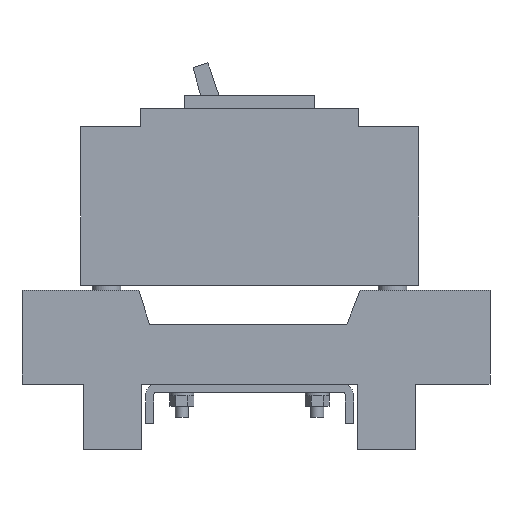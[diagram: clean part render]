
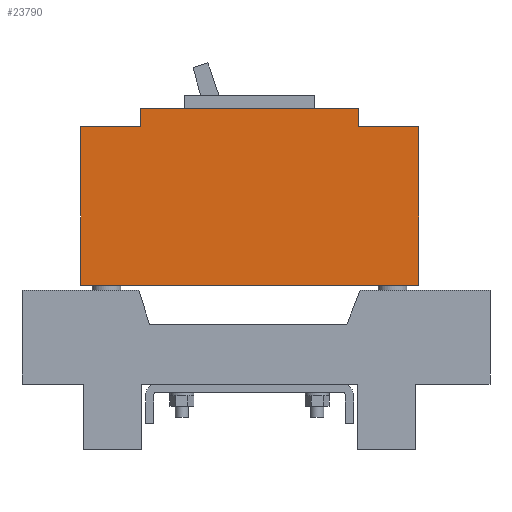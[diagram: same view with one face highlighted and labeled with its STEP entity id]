
A CAD part, left-side view. The second image highlights one B-rep face of the part: STEP entity #23790.
In plain terms, the highlighted planar face has unit normal (-1, 0, 0).
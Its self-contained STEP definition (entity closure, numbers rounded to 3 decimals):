
#23080=CARTESIAN_POINT('',(55.,415.,0.));
#23090=DIRECTION('',(1.,-0.,0.));
#23100=DIRECTION('',(0.,0.,-1.));
#23110=AXIS2_PLACEMENT_3D('',#23080,#23090,#23100);
#23120=PLANE('',#23110);
#23130=CARTESIAN_POINT('',(55.,285.,0.));
#23140=DIRECTION('',(0.,0.,-1.));
#23150=VECTOR('',#23140,1.);
#23160=LINE('',#23130,#23150);
#23170=CARTESIAN_POINT('',(55.,285.,-12.));
#23180=VERTEX_POINT('',#23170);
#23190=CARTESIAN_POINT('',(55.,285.,-73.));
#23200=VERTEX_POINT('',#23190);
#23210=EDGE_CURVE('',#23180,#23200,#23160,.T.);
#23220=ORIENTED_EDGE('',*,*,#23210,.F.);
#23230=CARTESIAN_POINT('',(55.,0.,-73.));
#23240=DIRECTION('',(0.,1.,0.));
#23250=VECTOR('',#23240,1.);
#23260=LINE('',#23230,#23250);
#23270=CARTESIAN_POINT('',(55.,415.,-73.));
#23280=VERTEX_POINT('',#23270);
#23290=EDGE_CURVE('',#23200,#23280,#23260,.T.);
#23300=ORIENTED_EDGE('',*,*,#23290,.F.);
#23310=CARTESIAN_POINT('',(55.,415.,0.));
#23320=DIRECTION('',(0.,0.,1.));
#23330=VECTOR('',#23320,1.);
#23340=LINE('',#23310,#23330);
#23350=CARTESIAN_POINT('',(55.,415.,-12.));
#23360=VERTEX_POINT('',#23350);
#23370=EDGE_CURVE('',#23280,#23360,#23340,.T.);
#23380=ORIENTED_EDGE('',*,*,#23370,.F.);
#23390=CARTESIAN_POINT('',(55.,0.,-12.));
#23400=DIRECTION('',(0.,-1.,0.));
#23410=VECTOR('',#23400,1.);
#23420=LINE('',#23390,#23410);
#23430=CARTESIAN_POINT('',(55.,392.,-12.));
#23440=VERTEX_POINT('',#23430);
#23450=EDGE_CURVE('',#23360,#23440,#23420,.T.);
#23460=ORIENTED_EDGE('',*,*,#23450,.F.);
#23470=CARTESIAN_POINT('',(55.,392.,0.));
#23480=DIRECTION('',(0.,0.,1.));
#23490=VECTOR('',#23480,1.);
#23500=LINE('',#23470,#23490);
#23510=CARTESIAN_POINT('',(55.,392.,-5.));
#23520=VERTEX_POINT('',#23510);
#23530=EDGE_CURVE('',#23440,#23520,#23500,.T.);
#23540=ORIENTED_EDGE('',*,*,#23530,.F.);
#23550=CARTESIAN_POINT('',(55.,0.,-5.));
#23560=DIRECTION('',(0.,-1.,0.));
#23570=VECTOR('',#23560,1.);
#23580=LINE('',#23550,#23570);
#23590=CARTESIAN_POINT('',(55.,308.,-5.));
#23600=VERTEX_POINT('',#23590);
#23610=EDGE_CURVE('',#23520,#23600,#23580,.T.);
#23620=ORIENTED_EDGE('',*,*,#23610,.F.);
#23630=CARTESIAN_POINT('',(55.,308.,0.));
#23640=DIRECTION('',(0.,0.,-1.));
#23650=VECTOR('',#23640,1.);
#23660=LINE('',#23630,#23650);
#23670=CARTESIAN_POINT('',(55.,308.,-12.));
#23680=VERTEX_POINT('',#23670);
#23690=EDGE_CURVE('',#23600,#23680,#23660,.T.);
#23700=ORIENTED_EDGE('',*,*,#23690,.F.);
#23710=CARTESIAN_POINT('',(55.,0.,-12.));
#23720=DIRECTION('',(0.,-1.,0.));
#23730=VECTOR('',#23720,1.);
#23740=LINE('',#23710,#23730);
#23750=EDGE_CURVE('',#23680,#23180,#23740,.T.);
#23760=ORIENTED_EDGE('',*,*,#23750,.F.);
#23770=EDGE_LOOP('',(#23760,#23700,#23620,#23540,#23460,#23380,#23300,
#23220));
#23780=FACE_OUTER_BOUND('',#23770,.T.);
#23790=ADVANCED_FACE('',(#23780),#23120,.F.);
